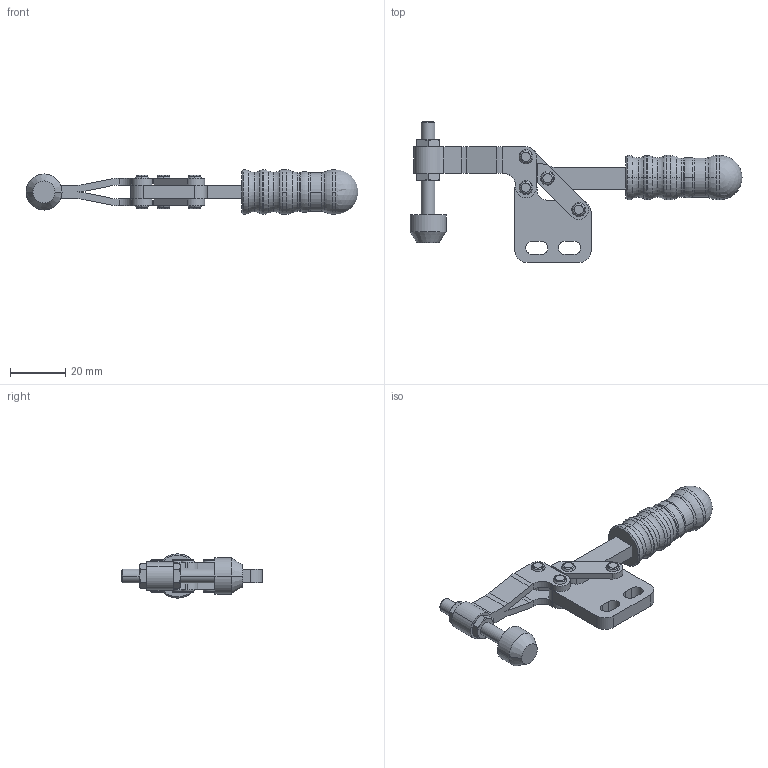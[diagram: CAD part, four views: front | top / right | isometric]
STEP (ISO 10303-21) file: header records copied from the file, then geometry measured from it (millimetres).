
FILE_DESCRIPTION( ( '' ), '1' );
FILE_NAME( 'h100_1c_2_14b.stp', '2006-11-29T10:30:17', ( '' ), ( '' ), ' ', ' ', ' ' );
FILE_SCHEMA( ( 'automotive_design' ) );
Length unit declared in the file: millimetre
Products named in the file (6): 1; 2; 3; 4; 5; 6
Bounding box: 119.72 x 50.85 x 16 mm (x, y, z)
Volume: 17080 mm3; surface area: 11977 mm2
Topology: 6 solids, 6 shells, 272 faces, 698 edges, 450 vertices
Faces by surface type: cylinder 91, plane 80, cone 54, torus 46, sphere 1
Entity records: 16451 total; most frequent: DIRECTION 1602, CARTESIAN_POINT 1520, STYLED_ITEM 1424, PRESENTATION_STYLE_ASSIGNMENT 1424, COLOUR_RGB 1424, ORIENTED_EDGE 1392, EDGE_CURVE 696, CURVE_STYLE 696
